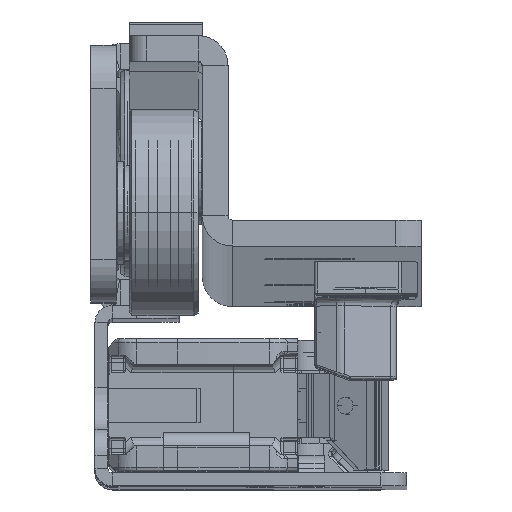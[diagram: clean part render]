
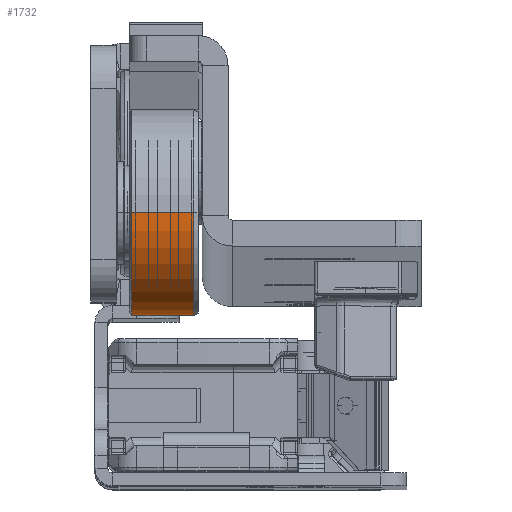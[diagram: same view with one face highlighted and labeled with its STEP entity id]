
A CAD part, top view. The second image highlights one B-rep face of the part: STEP entity #1732.
In plain terms, the highlighted cylindrical face has radius 12 mm (diameter 24 mm), a partial arc.
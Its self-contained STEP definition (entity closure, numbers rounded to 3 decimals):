
#408 = CYLINDRICAL_SURFACE ( 'NONE', #88573, 12. ) ;
#1732 = ADVANCED_FACE ( 'NONE', ( #73093 ), #408, .T. ) ;
#3950 = CARTESIAN_POINT ( 'NONE',  ( 7.711, 0., 12. ) ) ;
#9918 = CARTESIAN_POINT ( 'NONE',  ( 0., 0., 0. ) ) ;
#12259 = CIRCLE ( 'NONE', #86071, 12. ) ;
#14653 = CARTESIAN_POINT ( 'NONE',  ( 7.711, 0., -12. ) ) ;
#23492 = ORIENTED_EDGE ( 'NONE', *, *, #54424, .T. ) ;
#32089 = CARTESIAN_POINT ( 'NONE',  ( 0.5, 0., 0. ) ) ;
#33025 = DIRECTION ( 'NONE',  ( 0., 0., 1. ) ) ;
#34627 = AXIS2_PLACEMENT_3D ( 'NONE', #68353, #112281, #81162 ) ;
#40651 = VERTEX_POINT ( 'NONE', #120293 ) ;
#48355 = VERTEX_POINT ( 'NONE', #14653 ) ;
#48792 = CARTESIAN_POINT ( 'NONE',  ( 0., 0., -12. ) ) ;
#54424 = EDGE_CURVE ( 'NONE', #89959, #40651, #12259, .T. ) ;
#62989 = EDGE_CURVE ( 'NONE', #124465, #48355, #134173, .T. ) ;
#63596 = DIRECTION ( 'NONE',  ( -1., 0., 0. ) ) ;
#65522 = EDGE_LOOP ( 'NONE', ( #69794, #90567, #23492, #118828 ) ) ;
#68353 = CARTESIAN_POINT ( 'NONE',  ( 7.711, 0., 0. ) ) ;
#69794 = ORIENTED_EDGE ( 'NONE', *, *, #62989, .T. ) ;
#72854 = EDGE_CURVE ( 'NONE', #48355, #89959, #119881, .T. ) ;
#73093 = FACE_OUTER_BOUND ( 'NONE', #65522, .T. ) ;
#74597 = CARTESIAN_POINT ( 'NONE',  ( 0.5, 0., -12. ) ) ;
#81162 = DIRECTION ( 'NONE',  ( 0., 0., 1. ) ) ;
#84597 = VECTOR ( 'NONE', #96977, 1000. ) ;
#86071 = AXIS2_PLACEMENT_3D ( 'NONE', #32089, #124971, #114796 ) ;
#88573 = AXIS2_PLACEMENT_3D ( 'NONE', #9918, #63596, #33025 ) ;
#89959 = VERTEX_POINT ( 'NONE', #74597 ) ;
#90567 = ORIENTED_EDGE ( 'NONE', *, *, #72854, .T. ) ;
#90773 = DIRECTION ( 'NONE',  ( -1., 0., 0. ) ) ;
#94487 = VECTOR ( 'NONE', #90773, 1000. ) ;
#96310 = CARTESIAN_POINT ( 'NONE',  ( 0., 0., 12. ) ) ;
#96977 = DIRECTION ( 'NONE',  ( -1., 0., 0. ) ) ;
#112281 = DIRECTION ( 'NONE',  ( -1., 0., 0. ) ) ;
#114796 = DIRECTION ( 'NONE',  ( 0., 0., -1. ) ) ;
#118589 = LINE ( 'NONE', #96310, #84597 ) ;
#118828 = ORIENTED_EDGE ( 'NONE', *, *, #131006, .F. ) ;
#119881 = LINE ( 'NONE', #48792, #94487 ) ;
#120293 = CARTESIAN_POINT ( 'NONE',  ( 0.5, 0., 12. ) ) ;
#124465 = VERTEX_POINT ( 'NONE', #3950 ) ;
#124971 = DIRECTION ( 'NONE',  ( 1., 0., 0. ) ) ;
#131006 = EDGE_CURVE ( 'NONE', #124465, #40651, #118589, .T. ) ;
#134173 = CIRCLE ( 'NONE', #34627, 12. ) ;
